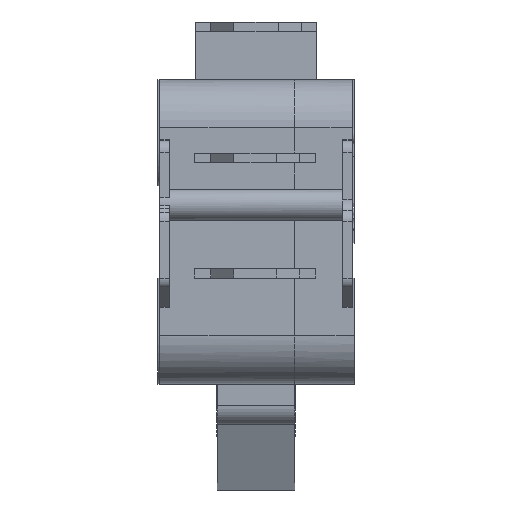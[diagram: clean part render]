
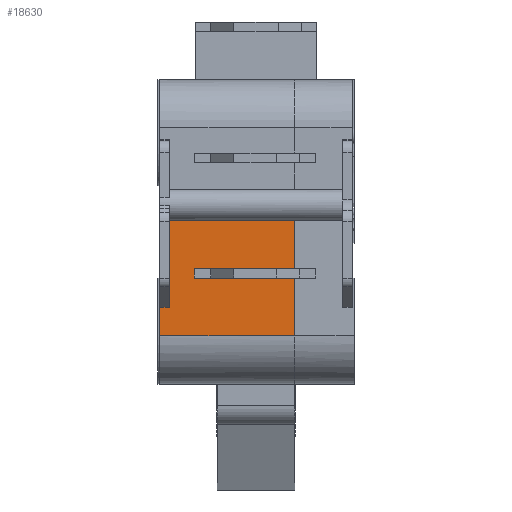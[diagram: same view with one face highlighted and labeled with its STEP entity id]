
A CAD part, left-side view. The second image highlights one B-rep face of the part: STEP entity #18630.
In plain terms, the highlighted planar face has unit normal (-1, 0, 0).
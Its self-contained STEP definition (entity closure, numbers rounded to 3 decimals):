
#311 = EDGE_CURVE ( 'NONE', #2302, #17082, #12805, .T. ) ;
#927 = CARTESIAN_POINT ( 'NONE',  ( -0.001, 10., 13.3 ) ) ;
#1004 = VERTEX_POINT ( 'NONE', #14915 ) ;
#1139 = CARTESIAN_POINT ( 'NONE',  ( -0.001, 3., 7.663 ) ) ;
#1164 = EDGE_CURVE ( 'NONE', #2994, #3016, #2594, .T. ) ;
#1586 = LINE ( 'NONE', #7674, #21674 ) ;
#1869 = CARTESIAN_POINT ( 'NONE',  ( -0.001, 9.5, 3.999 ) ) ;
#2302 = VERTEX_POINT ( 'NONE', #19626 ) ;
#2358 = ORIENTED_EDGE ( 'NONE', *, *, #18880, .T. ) ;
#2417 = CARTESIAN_POINT ( 'NONE',  ( -0.001, 10., 2.5 ) ) ;
#2594 = LINE ( 'NONE', #927, #12141 ) ;
#2994 = VERTEX_POINT ( 'NONE', #15418 ) ;
#3016 = VERTEX_POINT ( 'NONE', #11839 ) ;
#3172 = EDGE_CURVE ( 'NONE', #17082, #7557, #20239, .T. ) ;
#3231 = EDGE_CURVE ( 'NONE', #19052, #8678, #21235, .T. ) ;
#4226 = DIRECTION ( 'NONE',  ( 0., -1., 0. ) ) ;
#4483 = CARTESIAN_POINT ( 'NONE',  ( -0.001, 10., 3.999 ) ) ;
#5615 = VECTOR ( 'NONE', #4226, 1000. ) ;
#5841 = CARTESIAN_POINT ( 'NONE',  ( -0.001, 10., 13.3 ) ) ;
#5869 = FACE_OUTER_BOUND ( 'NONE', #20908, .T. ) ;
#6033 = DIRECTION ( 'NONE',  ( 0., 1., 0. ) ) ;
#6041 = ORIENTED_EDGE ( 'NONE', *, *, #16517, .T. ) ;
#6701 = CARTESIAN_POINT ( 'NONE',  ( -0.001, 3., 5.998 ) ) ;
#6728 = EDGE_CURVE ( 'NONE', #20306, #1004, #17379, .T. ) ;
#6779 = ORIENTED_EDGE ( 'NONE', *, *, #6728, .F. ) ;
#6828 = CARTESIAN_POINT ( 'NONE',  ( -0.001, 8.2, 5.498 ) ) ;
#7451 = EDGE_CURVE ( 'NONE', #2994, #19052, #17088, .T. ) ;
#7517 = ORIENTED_EDGE ( 'NONE', *, *, #7451, .T. ) ;
#7557 = VERTEX_POINT ( 'NONE', #6828 ) ;
#7659 = CARTESIAN_POINT ( 'NONE',  ( -0.001, 3., 3.499 ) ) ;
#7674 = CARTESIAN_POINT ( 'NONE',  ( -0.001, -1.295, 8.496 ) ) ;
#7969 = VECTOR ( 'NONE', #16412, 1000. ) ;
#8067 = VERTEX_POINT ( 'NONE', #22168 ) ;
#8525 = ORIENTED_EDGE ( 'NONE', *, *, #311, .F. ) ;
#8678 = VERTEX_POINT ( 'NONE', #22202 ) ;
#9453 = DIRECTION ( 'NONE',  ( 1., 0., 0. ) ) ;
#9903 = ORIENTED_EDGE ( 'NONE', *, *, #3172, .F. ) ;
#11839 = CARTESIAN_POINT ( 'NONE',  ( -0.001, 10., 3.999 ) ) ;
#11842 = DIRECTION ( 'NONE',  ( 0., 0., 1. ) ) ;
#11870 = CARTESIAN_POINT ( 'NONE',  ( -0.001, 3., 6.83 ) ) ;
#12141 = VECTOR ( 'NONE', #22320, 1000. ) ;
#12805 = LINE ( 'NONE', #13311, #21710 ) ;
#13311 = CARTESIAN_POINT ( 'NONE',  ( -0.001, 10., 5.998 ) ) ;
#14186 = ORIENTED_EDGE ( 'NONE', *, *, #3231, .T. ) ;
#14367 = EDGE_CURVE ( 'NONE', #8067, #1004, #1586, .T. ) ;
#14915 = CARTESIAN_POINT ( 'NONE',  ( -0.001, 9.5, 8.496 ) ) ;
#14928 = B_SPLINE_CURVE_WITH_KNOTS ( 'NONE', 3,
 ( #6701, #11870, #1139, #15976 ),
 .UNSPECIFIED., .F., .F.,
 ( 4, 4 ),
 ( 0.324, 0.555 ),
 .UNSPECIFIED. ) ;
#14941 = DIRECTION ( 'NONE',  ( 0., 1., 0. ) ) ;
#15418 = CARTESIAN_POINT ( 'NONE',  ( -0.001, 10., 2.5 ) ) ;
#15976 = CARTESIAN_POINT ( 'NONE',  ( 0., 3., 8.496 ) ) ;
#16354 = ORIENTED_EDGE ( 'NONE', *, *, #14367, .T. ) ;
#16412 = DIRECTION ( 'NONE',  ( 0., 0., -1. ) ) ;
#16517 = EDGE_CURVE ( 'NONE', #20306, #3016, #18592, .T. ) ;
#16558 = CARTESIAN_POINT ( 'NONE',  ( 0., 3., 2.5 ) ) ;
#16733 = ORIENTED_EDGE ( 'NONE', *, *, #20529, .F. ) ;
#16748 = CARTESIAN_POINT ( 'NONE',  ( -0.001, 3., 5.498 ) ) ;
#17082 = VERTEX_POINT ( 'NONE', #22760 ) ;
#17088 = LINE ( 'NONE', #2417, #5615 ) ;
#17156 = DIRECTION ( 'NONE',  ( 0., 1., 0. ) ) ;
#17283 = DIRECTION ( 'NONE',  ( 0., -1., 0. ) ) ;
#17379 = LINE ( 'NONE', #20569, #19063 ) ;
#18279 = ORIENTED_EDGE ( 'NONE', *, *, #1164, .F. ) ;
#18350 = DIRECTION ( 'NONE',  ( 0., 0., -1. ) ) ;
#18399 = CARTESIAN_POINT ( 'NONE',  ( 0., 3., 2.5 ) ) ;
#18592 = LINE ( 'NONE', #4483, #21075 ) ;
#18630 = ADVANCED_FACE ( 'NONE', ( #5869 ), #21742, .F. ) ;
#18633 = LINE ( 'NONE', #18844, #20842 ) ;
#18844 = CARTESIAN_POINT ( 'NONE',  ( -0.001, 8.2, 5.498 ) ) ;
#18880 = EDGE_CURVE ( 'NONE', #2302, #8067, #14928, .T. ) ;
#19052 = VERTEX_POINT ( 'NONE', #18399 ) ;
#19063 = VECTOR ( 'NONE', #11842, 1000. ) ;
#19227 = AXIS2_PLACEMENT_3D ( 'NONE', #5841, #9453, #18350 ) ;
#19626 = CARTESIAN_POINT ( 'NONE',  ( -0.001, 3., 5.998 ) ) ;
#19983 = CARTESIAN_POINT ( 'NONE',  ( -0.001, 8.2, 5.998 ) ) ;
#20239 = LINE ( 'NONE', #19983, #7969 ) ;
#20249 = CARTESIAN_POINT ( 'NONE',  ( -0.001, 3., 4.499 ) ) ;
#20306 = VERTEX_POINT ( 'NONE', #1869 ) ;
#20529 = EDGE_CURVE ( 'NONE', #7557, #8678, #18633, .T. ) ;
#20569 = CARTESIAN_POINT ( 'NONE',  ( -0.001, 9.5, 13.3 ) ) ;
#20842 = VECTOR ( 'NONE', #17283, 1000. ) ;
#20908 = EDGE_LOOP ( 'NONE', ( #8525, #2358, #16354, #6779, #6041, #18279, #7517, #14186, #16733, #9903 ) ) ;
#21075 = VECTOR ( 'NONE', #17156, 1000. ) ;
#21235 = B_SPLINE_CURVE_WITH_KNOTS ( 'NONE', 3,
 ( #16558, #7659, #20249, #16748 ),
 .UNSPECIFIED., .F., .F.,
 ( 4, 4 ),
 ( 0., 0.278 ),
 .UNSPECIFIED. ) ;
#21674 = VECTOR ( 'NONE', #6033, 1000. ) ;
#21710 = VECTOR ( 'NONE', #14941, 1000. ) ;
#21742 = PLANE ( 'NONE',  #19227 ) ;
#22168 = CARTESIAN_POINT ( 'NONE',  ( 0., 3., 8.496 ) ) ;
#22202 = CARTESIAN_POINT ( 'NONE',  ( -0.001, 3., 5.498 ) ) ;
#22320 = DIRECTION ( 'NONE',  ( 0., 0., 1. ) ) ;
#22760 = CARTESIAN_POINT ( 'NONE',  ( -0.001, 8.2, 5.998 ) ) ;
